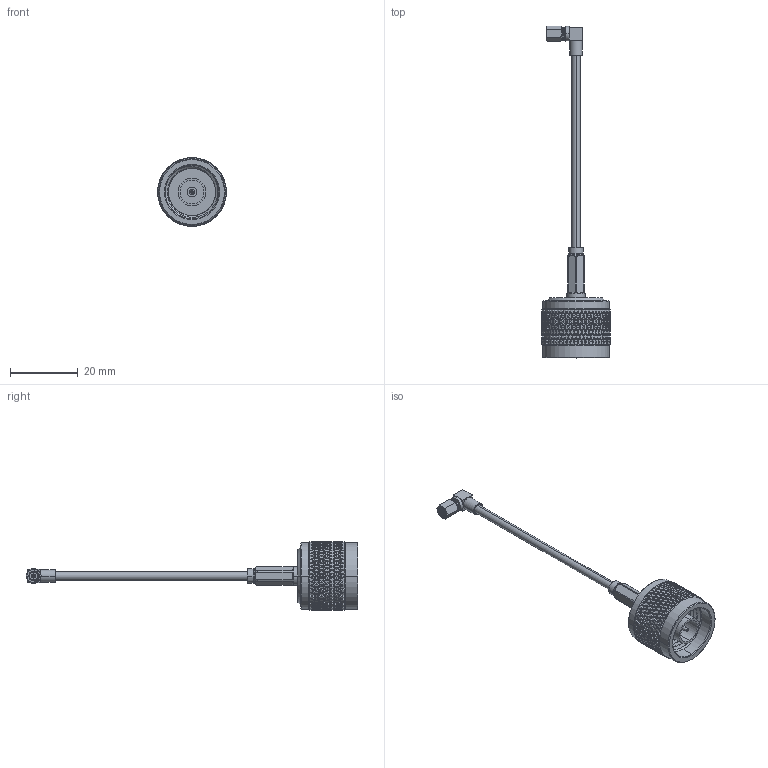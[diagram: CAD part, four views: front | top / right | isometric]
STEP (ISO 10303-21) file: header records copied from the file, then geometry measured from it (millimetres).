
FILE_DESCRIPTION (( 'STEP AP214' ), '1' );
FILE_NAME ('PE3C4416.step', '2020-04-20T18:04:16', ( '' ), ( '' ), 'SwSTEP 2.0', 'SolidWorks 2018', '' );
FILE_SCHEMA (( 'AUTOMOTIVE_DESIGN' ));
Length unit declared in the file: millimetre
Products named in the file (4): PE4429; PE45382/FMCN1267(Ticket #1329)___; RG316-PROD_SP17516 3" LONG; PE3C4416
Assembly tree (3 placements, depth 2):
  PE3C4416
    RG316-PROD_SP17516 3" LONG
    PE45382/FMCN1267(Ticket #1329)___
    PE4429
Bounding box: 20.32 x 98.36 x 20.32 mm (x, y, z)
Volume: 4676.4 mm3; surface area: 4896 mm2
Topology: 4 solids, 4 shells, 2429 faces, 5201 edges, 2795 vertices
Faces by surface type: bspline 1798, cylinder 518, plane 70, cone 37, torus 6
Entity records: 94190 total; most frequent: CARTESIAN_POINT 61870, ORIENTED_EDGE 10402, EDGE_CURVE 5201, VERTEX_POINT 2795, EDGE_LOOP 2446, FACE_OUTER_BOUND 2429, ADVANCED_FACE 2429, DIRECTION 2100
